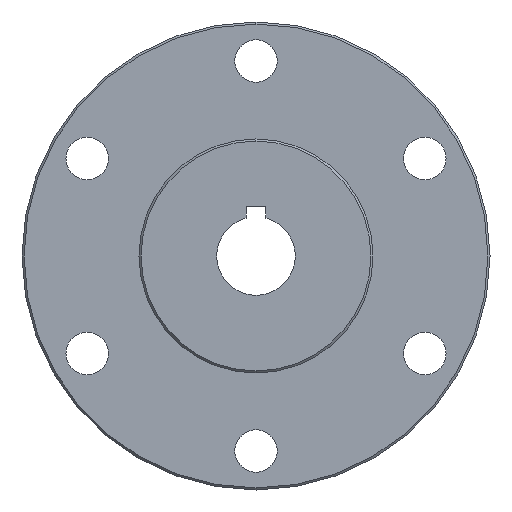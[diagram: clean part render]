
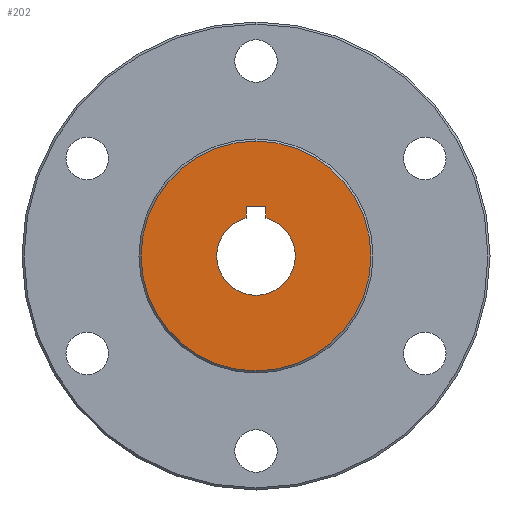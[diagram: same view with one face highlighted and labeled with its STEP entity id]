
A CAD part, left-side view. The second image highlights one B-rep face of the part: STEP entity #202.
In plain terms, the highlighted planar face has unit normal (-1, 0, 0).
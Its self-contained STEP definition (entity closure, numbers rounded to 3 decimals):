
#26 = VERTEX_POINT ( 'NONE', #81 ) ;
#27 = VERTEX_POINT ( 'NONE', #82 ) ;
#58 = VERTEX_POINT ( 'NONE', #113 ) ;
#59 = VERTEX_POINT ( 'NONE', #114 ) ;
#60 = VERTEX_POINT ( 'NONE', #115 ) ;
#61 = VERTEX_POINT ( 'NONE', #116 ) ;
#81 = CARTESIAN_POINT ( 'NONE',  ( -17.607, 0., 14.034 ) ) ;
#82 = CARTESIAN_POINT ( 'NONE',  ( -17.607, 0., -14.034 ) ) ;
#113 = CARTESIAN_POINT ( 'NONE',  ( -17.607, 1.219, 4.63 ) ) ;
#114 = CARTESIAN_POINT ( 'NONE',  ( -17.607, -1.219, 4.63 ) ) ;
#115 = CARTESIAN_POINT ( 'NONE',  ( -17.607, 1.219, 6.007 ) ) ;
#116 = CARTESIAN_POINT ( 'NONE',  ( -17.607, -1.219, 6.007 ) ) ;
#202 = ADVANCED_FACE ( 'NONE', ( #409, #414 ), #540, .T. ) ;
#360 = ORIENTED_EDGE ( 'NONE', *, *, #1122, .T. ) ;
#361 = ORIENTED_EDGE ( 'NONE', *, *, #873, .T. ) ;
#364 = ORIENTED_EDGE ( 'NONE', *, *, #1123, .F. ) ;
#409 = FACE_OUTER_BOUND ( 'NONE', #1182, .T. ) ;
#414 = FACE_BOUND ( 'NONE', #1185, .T. ) ;
#495 = CIRCLE ( 'NONE', #1076, 14.034 ) ;
#539 = CARTESIAN_POINT ( 'NONE',  ( -17.607, 28.575, 0. ) ) ;
#540 = PLANE ( 'NONE',  #1049 ) ;
#541 = DIRECTION ( 'NONE',  ( -1., 0., 0. ) ) ;
#542 = DIRECTION ( 'NONE',  ( 0., 0., 1. ) ) ;
#661 = CARTESIAN_POINT ( 'NONE',  ( -17.607, 0., 0. ) ) ;
#662 = DIRECTION ( 'NONE',  ( -1., 0., 0. ) ) ;
#663 = DIRECTION ( 'NONE',  ( 0., 0., 1. ) ) ;
#779 = CARTESIAN_POINT ( 'NONE',  ( -17.607, -1.219, 6.007 ) ) ;
#780 = DIRECTION ( 'NONE',  ( 0., 1., 0. ) ) ;
#782 = CARTESIAN_POINT ( 'NONE',  ( -17.607, 1.219, 6.007 ) ) ;
#787 = CARTESIAN_POINT ( 'NONE',  ( -17.607, -1.219, 4.63 ) ) ;
#788 = DIRECTION ( 'NONE',  ( 0., 0., -1. ) ) ;
#789 = CARTESIAN_POINT ( 'NONE',  ( -17.607, 0., 0. ) ) ;
#790 = DIRECTION ( 'NONE',  ( 0., 0., 1. ) ) ;
#791 = CARTESIAN_POINT ( 'NONE',  ( -17.607, 0., 0. ) ) ;
#792 = DIRECTION ( 'NONE',  ( -1., 0., 0. ) ) ;
#793 = DIRECTION ( 'NONE',  ( 0., 0., 1. ) ) ;
#795 = DIRECTION ( 'NONE',  ( -1., 0., 0. ) ) ;
#796 = DIRECTION ( 'NONE',  ( 0., 0., 1. ) ) ;
#833 = AXIS2_PLACEMENT_3D ( 'NONE', #791, #792, #793 ) ;
#873 = EDGE_CURVE ( 'NONE', #26, #27, #495, .T. ) ;
#891 = AXIS2_PLACEMENT_3D ( 'NONE', #789, #795, #796 ) ;
#923 = VECTOR ( 'NONE', #780, 1000. ) ;
#925 = LINE ( 'NONE', #779, #923 ) ;
#930 = LINE ( 'NONE', #787, #935 ) ;
#931 = VECTOR ( 'NONE', #788, 1000. ) ;
#933 = LINE ( 'NONE', #782, #931 ) ;
#935 = VECTOR ( 'NONE', #790, 1000. ) ;
#937 = CIRCLE ( 'NONE', #833, 14.034 ) ;
#938 = CIRCLE ( 'NONE', #891, 4.788 ) ;
#1049 = AXIS2_PLACEMENT_3D ( 'NONE', #539, #541, #542 ) ;
#1076 = AXIS2_PLACEMENT_3D ( 'NONE', #661, #662, #663 ) ;
#1117 = EDGE_CURVE ( 'NONE', #61, #60, #925, .T. ) ;
#1120 = EDGE_CURVE ( 'NONE', #60, #58, #933, .T. ) ;
#1121 = EDGE_CURVE ( 'NONE', #59, #61, #930, .T. ) ;
#1122 = EDGE_CURVE ( 'NONE', #27, #26, #937, .T. ) ;
#1123 = EDGE_CURVE ( 'NONE', #58, #59, #938, .T. ) ;
#1182 = EDGE_LOOP ( 'NONE', ( #360, #361 ) ) ;
#1185 = EDGE_LOOP ( 'NONE', ( #364, #1214, #1215, #1216 ) ) ;
#1214 = ORIENTED_EDGE ( 'NONE', *, *, #1120, .F. ) ;
#1215 = ORIENTED_EDGE ( 'NONE', *, *, #1117, .F. ) ;
#1216 = ORIENTED_EDGE ( 'NONE', *, *, #1121, .F. ) ;
